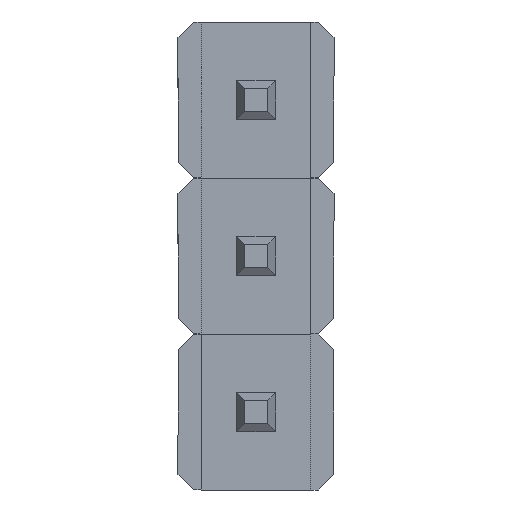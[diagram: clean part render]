
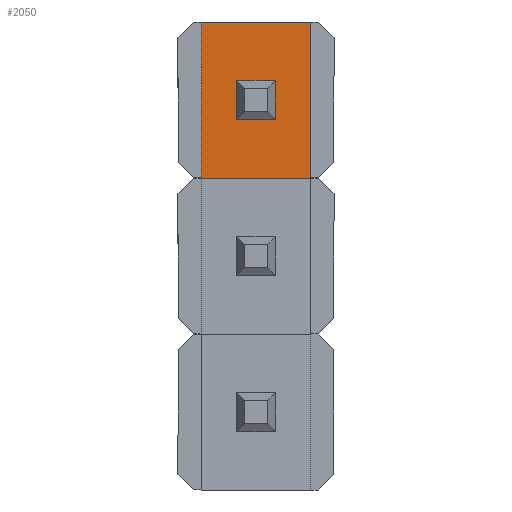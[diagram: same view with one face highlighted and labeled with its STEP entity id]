
A CAD part, front view. The second image highlights one B-rep face of the part: STEP entity #2050.
In plain terms, the highlighted planar face has unit normal (0, -1, 0).
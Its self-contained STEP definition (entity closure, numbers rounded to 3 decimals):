
#62 = DIRECTION ( 'NONE',  ( 0., 0., 1. ) ) ;
#82 = VECTOR ( 'NONE', #62, 1000. ) ;
#154 = EDGE_CURVE ( 'NONE', #2146, #747, #1927, .T. ) ;
#310 = DIRECTION ( 'NONE',  ( 0., 0., 1. ) ) ;
#320 = VERTEX_POINT ( 'NONE', #2825 ) ;
#365 = CARTESIAN_POINT ( 'NONE',  ( 0.3, 3.3, 2. ) ) ;
#408 = EDGE_CURVE ( 'NONE', #1411, #2882, #1477, .T. ) ;
#496 = DIRECTION ( 'NONE',  ( 0., 0., -1. ) ) ;
#541 = VERTEX_POINT ( 'NONE', #365 ) ;
#622 = ORIENTED_EDGE ( 'NONE', *, *, #408, .F. ) ;
#747 = VERTEX_POINT ( 'NONE', #2022 ) ;
#800 = DIRECTION ( 'NONE',  ( -1., 0., 0. ) ) ;
#839 = VECTOR ( 'NONE', #800, 1000. ) ;
#879 = PLANE ( 'NONE',  #3939 ) ;
#924 = EDGE_CURVE ( 'NONE', #2882, #541, #3486, .T. ) ;
#1021 = VECTOR ( 'NONE', #496, 1000. ) ;
#1142 = CARTESIAN_POINT ( 'NONE',  ( 1.7, 3.3, 4.04 ) ) ;
#1264 = VECTOR ( 'NONE', #2431, 1000. ) ;
#1328 = CARTESIAN_POINT ( 'NONE',  ( 1.7, 3.3, 2. ) ) ;
#1332 = CARTESIAN_POINT ( 'NONE',  ( 0.272, 3.3, 4. ) ) ;
#1411 = VERTEX_POINT ( 'NONE', #3574 ) ;
#1477 = LINE ( 'NONE', #1142, #1021 ) ;
#1480 = ORIENTED_EDGE ( 'NONE', *, *, #2476, .F. ) ;
#1490 = VERTEX_POINT ( 'NONE', #3783 ) ;
#1527 = DIRECTION ( 'NONE',  ( 0., 0., 1. ) ) ;
#1686 = LINE ( 'NONE', #3362, #1798 ) ;
#1717 = ORIENTED_EDGE ( 'NONE', *, *, #1987, .F. ) ;
#1798 = VECTOR ( 'NONE', #1988, 1000. ) ;
#1853 = DIRECTION ( 'NONE',  ( 0., 1., 0. ) ) ;
#1927 = LINE ( 'NONE', #3257, #3078 ) ;
#1987 = EDGE_CURVE ( 'NONE', #747, #3168, #2370, .T. ) ;
#1988 = DIRECTION ( 'NONE',  ( 0., 0., -1. ) ) ;
#2022 = CARTESIAN_POINT ( 'NONE',  ( 1.25, 3.3, 2.75 ) ) ;
#2050 = ADVANCED_FACE ( 'NONE', ( #3499, #2512 ), #879, .F. ) ;
#2076 = ORIENTED_EDGE ( 'NONE', *, *, #2177, .F. ) ;
#2146 = VERTEX_POINT ( 'NONE', #3646 ) ;
#2177 = EDGE_CURVE ( 'NONE', #541, #320, #3898, .T. ) ;
#2213 = CARTESIAN_POINT ( 'NONE',  ( 0.3, 3.3, 4.04 ) ) ;
#2227 = ORIENTED_EDGE ( 'NONE', *, *, #2871, .F. ) ;
#2363 = VECTOR ( 'NONE', #2643, 1000. ) ;
#2370 = LINE ( 'NONE', #2750, #82 ) ;
#2431 = DIRECTION ( 'NONE',  ( -1., 0., 0. ) ) ;
#2476 = EDGE_CURVE ( 'NONE', #3168, #1490, #3370, .T. ) ;
#2499 = ORIENTED_EDGE ( 'NONE', *, *, #154, .F. ) ;
#2512 = FACE_OUTER_BOUND ( 'NONE', #2723, .T. ) ;
#2643 = DIRECTION ( 'NONE',  ( 1., 0., 0. ) ) ;
#2723 = EDGE_LOOP ( 'NONE', ( #2076, #3776, #622, #3146 ) ) ;
#2750 = CARTESIAN_POINT ( 'NONE',  ( 1.25, 3.3, 3.261 ) ) ;
#2825 = CARTESIAN_POINT ( 'NONE',  ( 0.3, 3.3, 4. ) ) ;
#2871 = EDGE_CURVE ( 'NONE', #1490, #2146, #1686, .T. ) ;
#2882 = VERTEX_POINT ( 'NONE', #1328 ) ;
#3002 = CARTESIAN_POINT ( 'NONE',  ( 1.25, 3.3, 3.25 ) ) ;
#3078 = VECTOR ( 'NONE', #3853, 1000. ) ;
#3146 = ORIENTED_EDGE ( 'NONE', *, *, #4005, .F. ) ;
#3168 = VERTEX_POINT ( 'NONE', #3002 ) ;
#3257 = CARTESIAN_POINT ( 'NONE',  ( 1.261, 3.3, 2.75 ) ) ;
#3274 = LINE ( 'NONE', #1332, #2363 ) ;
#3362 = CARTESIAN_POINT ( 'NONE',  ( 0.75, 3.3, 4.04 ) ) ;
#3370 = LINE ( 'NONE', #4115, #1264 ) ;
#3398 = EDGE_LOOP ( 'NONE', ( #1480, #1717, #2499, #2227 ) ) ;
#3457 = CARTESIAN_POINT ( 'NONE',  ( 0.272, 3.3, 4.04 ) ) ;
#3486 = LINE ( 'NONE', #3757, #839 ) ;
#3499 = FACE_BOUND ( 'NONE', #3398, .T. ) ;
#3574 = CARTESIAN_POINT ( 'NONE',  ( 1.7, 3.3, 4. ) ) ;
#3646 = CARTESIAN_POINT ( 'NONE',  ( 0.75, 3.3, 2.75 ) ) ;
#3757 = CARTESIAN_POINT ( 'NONE',  ( 1.832, 3.3, 2. ) ) ;
#3776 = ORIENTED_EDGE ( 'NONE', *, *, #924, .F. ) ;
#3783 = CARTESIAN_POINT ( 'NONE',  ( 0.75, 3.3, 3.25 ) ) ;
#3853 = DIRECTION ( 'NONE',  ( 1., 0., 0. ) ) ;
#3875 = VECTOR ( 'NONE', #310, 1000. ) ;
#3898 = LINE ( 'NONE', #2213, #3875 ) ;
#3939 = AXIS2_PLACEMENT_3D ( 'NONE', #3457, #1853, #1527 ) ;
#4005 = EDGE_CURVE ( 'NONE', #320, #1411, #3274, .T. ) ;
#4115 = CARTESIAN_POINT ( 'NONE',  ( 0.739, 3.3, 3.25 ) ) ;
